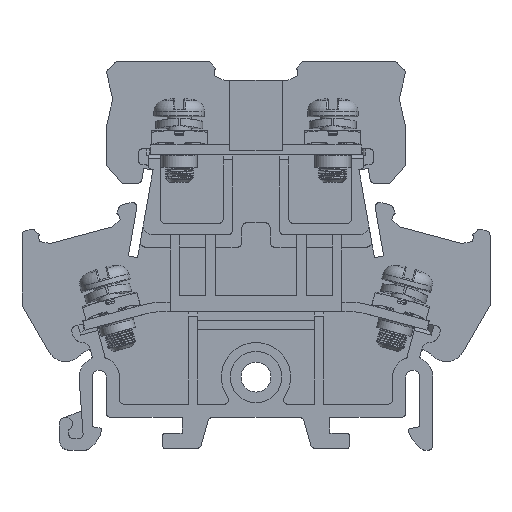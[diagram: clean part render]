
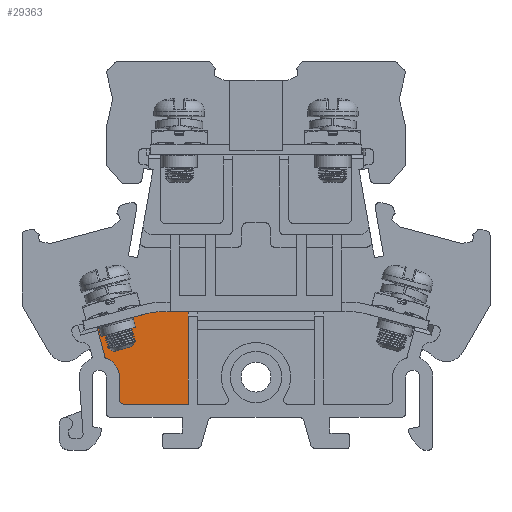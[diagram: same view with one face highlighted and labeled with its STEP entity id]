
A CAD part, top view. The second image highlights one B-rep face of the part: STEP entity #29363.
In plain terms, the highlighted planar face has unit normal (0, 0, 1).
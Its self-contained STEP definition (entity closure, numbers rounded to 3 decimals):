
#1601=DIRECTION('',(0.966,0.259,0.));
#1602=VECTOR('',#1601,5.393);
#1603=CARTESIAN_POINT('',(-17.003,9.666,1.3));
#1604=LINE('',#1603,#1602);
#1605=CARTESIAN_POINT('',(-9.983,4.3,1.3));
#1606=DIRECTION('',(0.,0.,1.));
#1607=DIRECTION('',(0.,1.,0.));
#1608=AXIS2_PLACEMENT_3D('',#1605,#1606,#1607);
#1610=DIRECTION('',(1.,0.,0.));
#1611=VECTOR('',#1610,2.733);
#1612=CARTESIAN_POINT('',(-9.983,11.3,1.3));
#1613=LINE('',#1612,#1611);
#1614=DIRECTION('',(0.,-1.,0.));
#1615=VECTOR('',#1614,9.9);
#1616=CARTESIAN_POINT('',(-7.25,11.3,1.3));
#1617=LINE('',#1616,#1615);
#1618=DIRECTION('',(1.,0.,0.));
#1619=VECTOR('',#1618,6.85);
#1620=CARTESIAN_POINT('',(-14.1,1.4,1.3));
#1621=LINE('',#1620,#1619);
#1622=CARTESIAN_POINT('',(-14.1,1.9,1.3));
#1623=DIRECTION('',(0.,0.,1.));
#1624=DIRECTION('',(-1.,0.,0.));
#1625=AXIS2_PLACEMENT_3D('',#1622,#1623,#1624);
#1627=DIRECTION('',(0.,-1.,0.));
#1628=VECTOR('',#1627,2.4);
#1629=CARTESIAN_POINT('',(-14.6,4.3,1.3));
#1630=LINE('',#1629,#1628);
#1631=CARTESIAN_POINT('',(-16.75,4.3,1.3));
#1632=DIRECTION('',(0.,0.,1.));
#1633=DIRECTION('',(1.,0.,0.));
#1634=AXIS2_PLACEMENT_3D('',#1631,#1632,#1633);
#1636=CARTESIAN_POINT('',(-15.951,6.51,1.3));
#1637=DIRECTION('',(0.,0.,1.));
#1638=DIRECTION('',(-0.966,-0.259,0.));
#1639=AXIS2_PLACEMENT_3D('',#1636,#1637,#1638);
#1641=DIRECTION('',(-0.259,0.966,0.));
#1642=VECTOR('',#1641,3.321);
#1643=CARTESIAN_POINT('',(-16.144,6.458,1.3));
#1644=LINE('',#1643,#1642);
#23703=CARTESIAN_POINT('',(-14.6,4.3,1.3));
#23705=VERTEX_POINT('',#23703);
#23830=CARTESIAN_POINT('',(-7.25,1.4,1.3));
#23832=VERTEX_POINT('',#23830);
#23938=CARTESIAN_POINT('',(-16.144,6.458,1.3));
#23939=CARTESIAN_POINT('',(-16.019,6.322,1.3));
#23940=VERTEX_POINT('',#23938);
#23941=VERTEX_POINT('',#23939);
#24018=CARTESIAN_POINT('',(-14.6,1.9,1.3));
#24019=CARTESIAN_POINT('',(-14.1,1.4,1.3));
#24020=VERTEX_POINT('',#24018);
#24021=VERTEX_POINT('',#24019);
#25730=CARTESIAN_POINT('',(-17.003,9.666,1.3));
#25731=CARTESIAN_POINT('',(-11.794,11.061,1.3));
#25732=VERTEX_POINT('',#25730);
#25733=VERTEX_POINT('',#25731);
#25734=CARTESIAN_POINT('',(-9.983,11.3,1.3));
#25735=VERTEX_POINT('',#25734);
#25736=CARTESIAN_POINT('',(-7.25,11.3,1.3));
#25737=VERTEX_POINT('',#25736);
#29336=CARTESIAN_POINT('',(0.,0.,1.3));
#29337=DIRECTION('',(0.,0.,-1.));
#29338=DIRECTION('',(-1.,0.,0.));
#29339=AXIS2_PLACEMENT_3D('',#29336,#29337,#29338);
#29340=PLANE('',#29339);
#29342=ORIENTED_EDGE('',*,*,#29341,.T.);
#29344=ORIENTED_EDGE('',*,*,#29343,.F.);
#29346=ORIENTED_EDGE('',*,*,#29345,.T.);
#29348=ORIENTED_EDGE('',*,*,#29347,.T.);
#29350=ORIENTED_EDGE('',*,*,#29349,.F.);
#29352=ORIENTED_EDGE('',*,*,#29351,.F.);
#29354=ORIENTED_EDGE('',*,*,#29353,.F.);
#29356=ORIENTED_EDGE('',*,*,#29355,.T.);
#29358=ORIENTED_EDGE('',*,*,#29357,.F.);
#29360=ORIENTED_EDGE('',*,*,#29359,.T.);
#29361=EDGE_LOOP('',(#29342,#29344,#29346,#29348,#29350,#29352,#29354,#29356,
#29358,#29360));
#29362=FACE_OUTER_BOUND('',#29361,.F.);
#1609=CIRCLE('',#1608,7.);
#1626=CIRCLE('',#1625,0.5);
#1635=CIRCLE('',#1634,2.15);
#1640=CIRCLE('',#1639,0.2);
#29341=EDGE_CURVE('',#25732,#25733,#1604,.T.);
#29343=EDGE_CURVE('',#25735,#25733,#1609,.T.);
#29345=EDGE_CURVE('',#25735,#25737,#1613,.T.);
#29347=EDGE_CURVE('',#25737,#23832,#1617,.T.);
#29349=EDGE_CURVE('',#24021,#23832,#1621,.T.);
#29351=EDGE_CURVE('',#24020,#24021,#1626,.T.);
#29353=EDGE_CURVE('',#23705,#24020,#1630,.T.);
#29355=EDGE_CURVE('',#23705,#23941,#1635,.T.);
#29357=EDGE_CURVE('',#23940,#23941,#1640,.T.);
#29359=EDGE_CURVE('',#23940,#25732,#1644,.T.);
#29363=ADVANCED_FACE('',(#29362),#29340,.F.);
